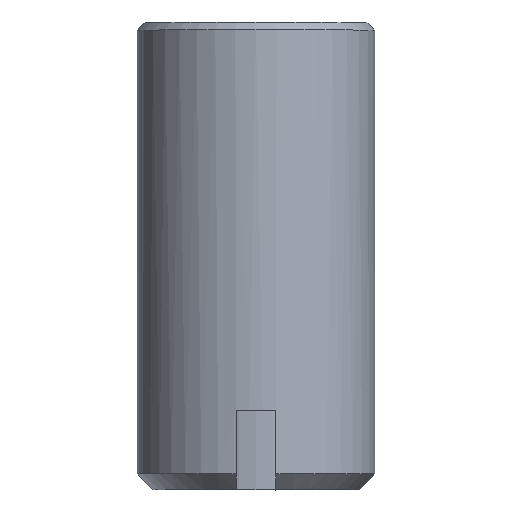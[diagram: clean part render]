
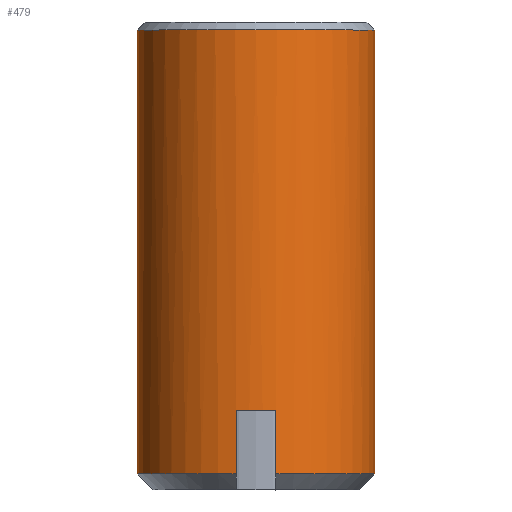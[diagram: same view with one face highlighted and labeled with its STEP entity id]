
A CAD part, top view. The second image highlights one B-rep face of the part: STEP entity #479.
In plain terms, the highlighted cylindrical face has radius 1.5 mm (diameter 3 mm), a partial arc.
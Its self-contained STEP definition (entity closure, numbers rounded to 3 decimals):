
#25=CARTESIAN_POINT('',(0.25,0.2,1.479));
#32=DIRECTION('',(0.,1.,0.));
#33=VECTOR('',#32,5.6);
#34=CARTESIAN_POINT('',(-1.5,0.2,
0.));
#35=LINE('',#34,#33);
#59=DIRECTION('',(0.,1.,0.));
#60=VECTOR('',#59,5.6);
#61=CARTESIAN_POINT('',(1.5,0.2,
0.));
#62=LINE('',#61,#60);
#145=CARTESIAN_POINT('',(0.,5.8,0.));
#146=DIRECTION('',(0.,1.,0.));
#147=DIRECTION('',(-1.,0.,0.));
#148=AXIS2_PLACEMENT_3D('',#145,#146,#147);
#150=CARTESIAN_POINT('',(0.,0.2,0.));
#151=DIRECTION('',(0.,1.,0.));
#152=DIRECTION('',(0.167,0.,0.986));
#153=AXIS2_PLACEMENT_3D('',#150,#151,#152);
#155=DIRECTION('',(0.,-1.,0.));
#156=VECTOR('',#155,0.8);
#157=CARTESIAN_POINT('',(0.25,1.,1.479));
#158=LINE('',#157,#156);
#159=CARTESIAN_POINT('',(0.,1.,0.));
#160=DIRECTION('',(0.,-1.,0.));
#161=DIRECTION('',(0.167,0.,0.986));
#162=AXIS2_PLACEMENT_3D('',#159,#160,#161);
#164=DIRECTION('',(0.,-1.,0.));
#165=VECTOR('',#164,0.8);
#166=CARTESIAN_POINT('',(-0.25,1.,1.479));
#167=LINE('',#166,#165);
#168=CARTESIAN_POINT('',(0.,0.2,0.));
#169=DIRECTION('',(0.,1.,0.));
#170=DIRECTION('',(-1.,0.,0.));
#171=AXIS2_PLACEMENT_3D('',#168,#169,#170);
#181=CARTESIAN_POINT('',(-0.25,0.2,1.479));
#206=CARTESIAN_POINT('',(0.25,1.,1.479));
#207=CARTESIAN_POINT('',(-0.25,1.,1.479));
#208=VERTEX_POINT('',#206);
#209=VERTEX_POINT('',#207);
#216=CARTESIAN_POINT('',(1.5,0.2,0.));
#217=VERTEX_POINT('',#216);
#219=VERTEX_POINT('',#25);
#220=VERTEX_POINT('',#181);
#222=CARTESIAN_POINT('',(-1.5,0.2,0.));
#223=VERTEX_POINT('',#222);
#238=CARTESIAN_POINT('',(-1.5,5.8,0.));
#239=CARTESIAN_POINT('',(1.5,5.8,0.));
#240=VERTEX_POINT('',#238);
#241=VERTEX_POINT('',#239);
#461=CARTESIAN_POINT('',(0.,6.195,0.));
#462=DIRECTION('',(0.,-1.,0.));
#463=DIRECTION('',(-1.,0.,0.));
#464=AXIS2_PLACEMENT_3D('',#461,#462,#463);
#465=CYLINDRICAL_SURFACE('',#464,1.5);
#466=ORIENTED_EDGE('',*,*,#455,.T.);
#467=ORIENTED_EDGE('',*,*,#317,.F.);
#468=ORIENTED_EDGE('',*,*,#274,.F.);
#469=ORIENTED_EDGE('',*,*,#293,.F.);
#471=ORIENTED_EDGE('',*,*,#470,.T.);
#473=ORIENTED_EDGE('',*,*,#472,.T.);
#475=ORIENTED_EDGE('',*,*,#474,.F.);
#476=ORIENTED_EDGE('',*,*,#307,.T.);
#477=EDGE_LOOP('',(#466,#467,#468,#469,#471,#473,#475,#476));
#478=FACE_OUTER_BOUND('',#477,.F.);
#479=ADVANCED_FACE('',(#478),#465,.T.);
#149=CIRCLE('',#148,1.5);
#154=CIRCLE('',#153,1.5);
#163=CIRCLE('',#162,1.5);
#172=CIRCLE('',#171,1.5);
#274=EDGE_CURVE('',#219,#217,#154,.T.);
#293=EDGE_CURVE('',#208,#219,#158,.T.);
#307=EDGE_CURVE('',#223,#240,#35,.T.);
#317=EDGE_CURVE('',#217,#241,#62,.T.);
#455=EDGE_CURVE('',#240,#241,#149,.T.);
#470=EDGE_CURVE('',#208,#209,#163,.T.);
#472=EDGE_CURVE('',#209,#220,#167,.T.);
#474=EDGE_CURVE('',#223,#220,#172,.T.);
